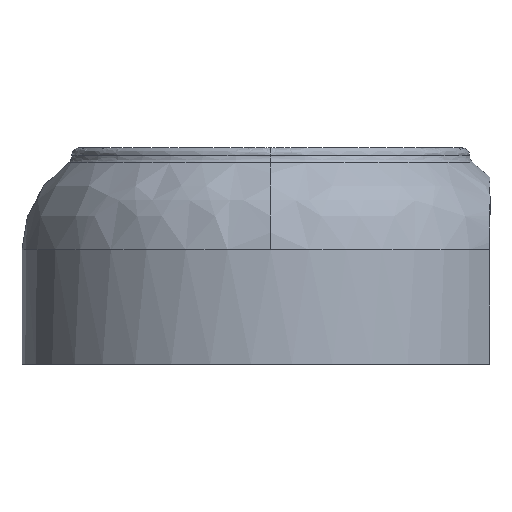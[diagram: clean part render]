
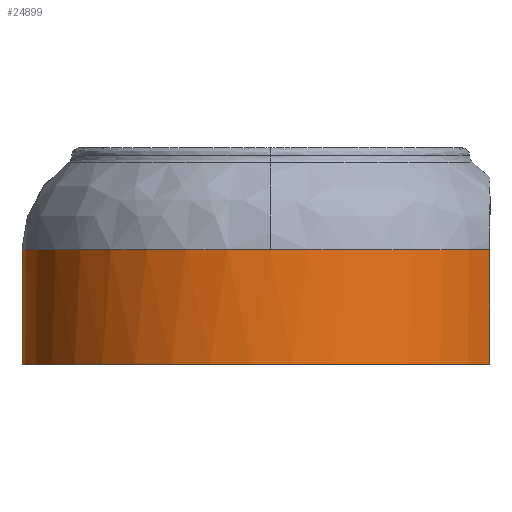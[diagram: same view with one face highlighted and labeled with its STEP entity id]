
A CAD part, left-side view. The second image highlights one B-rep face of the part: STEP entity #24899.
In plain terms, the highlighted cylindrical face has radius 97.5 mm (diameter 195 mm), a partial arc.
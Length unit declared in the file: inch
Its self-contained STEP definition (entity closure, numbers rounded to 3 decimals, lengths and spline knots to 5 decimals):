
#234 = DIRECTION ( 'NONE',  ( 0., 0., -1. ) ) ;
#665 = ORIENTED_EDGE ( 'NONE', *, *, #25064, .F. ) ;
#1782 = ORIENTED_EDGE ( 'NONE', *, *, #22590, .T. ) ;
#1808 = LINE ( 'NONE', #10734, #23359 ) ;
#3282 = DIRECTION ( 'NONE',  ( 0., 0., -1. ) ) ;
#4812 = ORIENTED_EDGE ( 'NONE', *, *, #11464, .T. ) ;
#5721 = ORIENTED_EDGE ( 'NONE', *, *, #11142, .F. ) ;
#6170 = DIRECTION ( 'NONE',  ( 0., 0., 1. ) ) ;
#6794 = VECTOR ( 'NONE', #6170, 39.37008 ) ;
#7479 = AXIS2_PLACEMENT_3D ( 'NONE', #12694, #234, #14760 ) ;
#7682 = VERTEX_POINT ( 'NONE', #24402 ) ;
#7684 = CARTESIAN_POINT ( 'NONE',  ( 0., 0., 3.05295 ) ) ;
#8137 = ORIENTED_EDGE ( 'NONE', *, *, #18003, .T. ) ;
#8791 = AXIS2_PLACEMENT_3D ( 'NONE', #15643, #3282, #9557 ) ;
#9118 = VERTEX_POINT ( 'NONE', #25771 ) ;
#9557 = DIRECTION ( 'NONE',  ( 0., 1., 0. ) ) ;
#9680 = LINE ( 'NONE', #14393, #6794 ) ;
#10734 = CARTESIAN_POINT ( 'NONE',  ( -1.80856, -3.38583, 3.05295 ) ) ;
#10751 = DIRECTION ( 'NONE',  ( 0., 0., -1. ) ) ;
#11142 = EDGE_CURVE ( 'NONE', #23130, #18946, #9680, .T. ) ;
#11464 = EDGE_CURVE ( 'NONE', #15619, #9118, #1808, .T. ) ;
#12694 = CARTESIAN_POINT ( 'NONE',  ( 0., 0., 1.5372 ) ) ;
#13469 = CARTESIAN_POINT ( 'NONE',  ( 0., 3.83858, -0.23457 ) ) ;
#13838 = AXIS2_PLACEMENT_3D ( 'NONE', #7684, #13914, #22695 ) ;
#13914 = DIRECTION ( 'NONE',  ( 0., 0., 1. ) ) ;
#14393 = CARTESIAN_POINT ( 'NONE',  ( 0., 3.83858, 3.05295 ) ) ;
#14428 = CIRCLE ( 'NONE', #8791, 3.83858 ) ;
#14525 = DIRECTION ( 'NONE',  ( 0., 1., 0. ) ) ;
#14760 = DIRECTION ( 'NONE',  ( 0., 1., 0. ) ) ;
#15564 = CARTESIAN_POINT ( 'NONE',  ( -1.80856, -3.38583, -0.23457 ) ) ;
#15619 = VERTEX_POINT ( 'NONE', #15564 ) ;
#15643 = CARTESIAN_POINT ( 'NONE',  ( 0., 0., 1.5372 ) ) ;
#15970 = AXIS2_PLACEMENT_3D ( 'NONE', #18812, #10751, #14525 ) ;
#16815 = CYLINDRICAL_SURFACE ( 'NONE', #13838, 3.83858 ) ;
#17368 = EDGE_LOOP ( 'NONE', ( #5721, #665, #4812, #8137, #1782 ) ) ;
#18003 = EDGE_CURVE ( 'NONE', #9118, #7682, #14428, .T. ) ;
#18812 = CARTESIAN_POINT ( 'NONE',  ( 0., 0., -0.23457 ) ) ;
#18946 = VERTEX_POINT ( 'NONE', #20388 ) ;
#20388 = CARTESIAN_POINT ( 'NONE',  ( 0., 3.83858, 1.5372 ) ) ;
#20734 = CIRCLE ( 'NONE', #15970, 3.83858 ) ;
#20740 = CIRCLE ( 'NONE', #7479, 3.83858 ) ;
#22590 = EDGE_CURVE ( 'NONE', #7682, #18946, #20740, .T. ) ;
#22695 = DIRECTION ( 'NONE',  ( 0., 1., 0. ) ) ;
#23130 = VERTEX_POINT ( 'NONE', #13469 ) ;
#23359 = VECTOR ( 'NONE', #25160, 39.37008 ) ;
#24071 = FACE_OUTER_BOUND ( 'NONE', #17368, .T. ) ;
#24402 = CARTESIAN_POINT ( 'NONE',  ( -3.83858, 0., 1.5372 ) ) ;
#24899 = ADVANCED_FACE ( 'NONE', ( #24071 ), #16815, .T. ) ;
#25064 = EDGE_CURVE ( 'NONE', #15619, #23130, #20734, .T. ) ;
#25160 = DIRECTION ( 'NONE',  ( 0., 0., 1. ) ) ;
#25771 = CARTESIAN_POINT ( 'NONE',  ( -1.80856, -3.38583, 1.5372 ) ) ;
